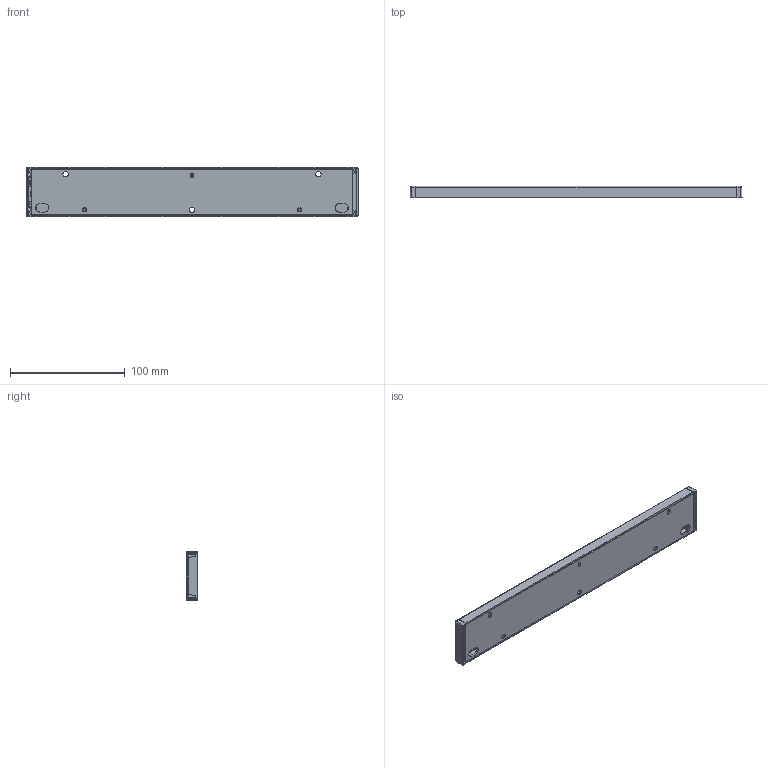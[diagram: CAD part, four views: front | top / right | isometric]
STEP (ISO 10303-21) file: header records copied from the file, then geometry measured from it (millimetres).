
FILE_DESCRIPTION (( 'STEP AP203' ), '1' );
FILE_NAME ('WU-M-480-Module with Optic.STEP', '2014-11-18T10:28:36', ( 'VS' ), ( '' ), 'SwSTEP 2.0', 'SolidWorks 2014', '' );
FILE_SCHEMA (( 'CONFIG_CONTROL_DESIGN' ));
Length unit declared in the file: millimetre
Products named in the file (10): DO214AC; R1206; Nichia Nxxx757; abdeckung_98810_t829_11789V0_555437_linear_optik_standard.1; endkappe_988xx_line_optik; WU-M-480-Optik; WU-M-480 PCB-Base; WU-M-480-Module with Optic; WU-M-480 PCB-LSL; 2060_402
Assembly tree (42 placements, depth 3):
  WU-M-480-Module with Optic
    WU-M-480 PCB-Base
    WU-M-480 PCB-LSL
    2060_402  x2
    DO214AC
    R1206  x3
    Nichia Nxxx757  x30
    WU-M-480-Optik
      abdeckung_98810_t829_11789V0_555437_linear_optik_standard.1
      endkappe_988xx_line_optik  x2
Bounding box: 288.81 x 9.8 x 43.01 mm (x, y, z)
Volume: 18506.9 mm3; surface area: 66869.8 mm2
Topology: 124 solids, 129 shells, 5714 faces, 15061 edges, 9888 vertices
Faces by surface type: plane 4045, cylinder 1061, bspline 460, cone 88, torus 60
Entity records: 110657 total; most frequent: CARTESIAN_POINT 33995, ORIENTED_EDGE 16082, DIRECTION 14150, EDGE_CURVE 8049, VECTOR 6056, LINE 6056, VERTEX_POINT 5290, AXIS2_PLACEMENT_3D 4047
